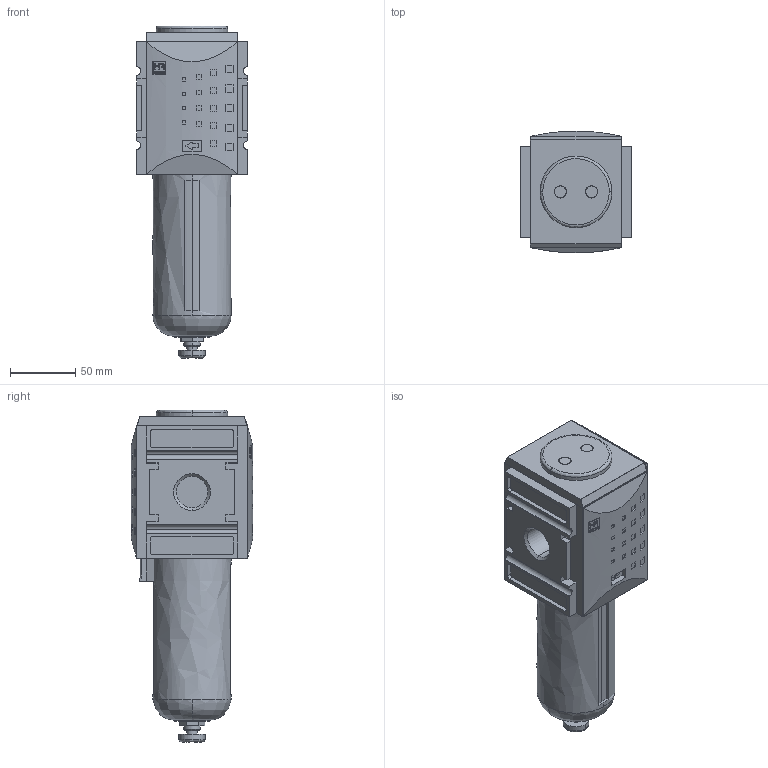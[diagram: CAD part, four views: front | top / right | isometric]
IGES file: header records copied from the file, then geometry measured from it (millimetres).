
Start section: SolidWorks IGES file using analytic representation for surfaces
Global section: file name: KCFI-41.IGS; native system: SolidWorks 2013; preprocessor: SolidWorks 2013; author: technolog; date: 140113.095637; units: millimetre
Bounding box: 85 x 93.26 x 254.8 mm (x, y, z)
Surface area: 96973.1 mm2 (no closed solid volume)
Topology: 0 solids, 2 shells, 729 faces, 3964 edges, 5180 vertices
Faces by surface type: plane 499, revolution 182, bspline 48
